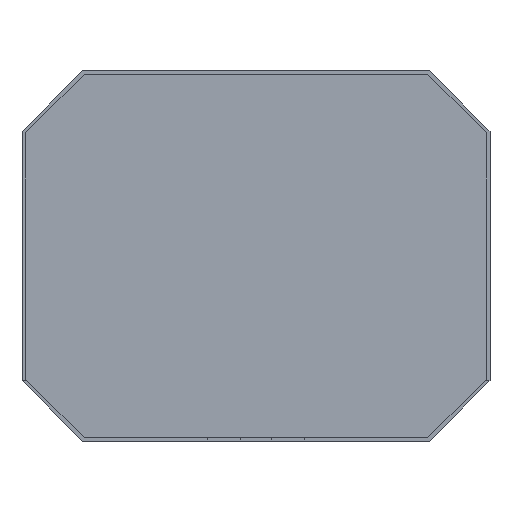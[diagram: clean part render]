
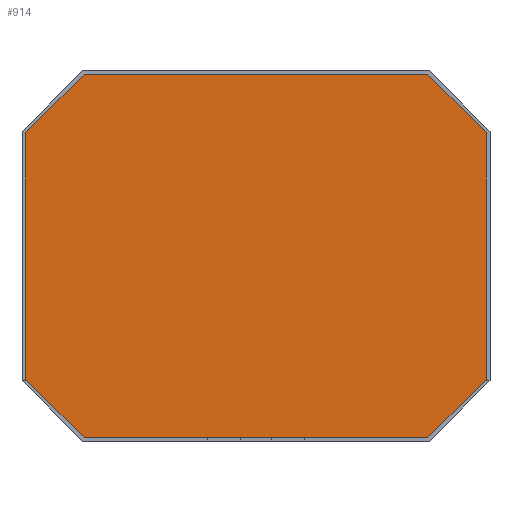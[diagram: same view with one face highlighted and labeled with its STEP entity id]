
A CAD part, front view. The second image highlights one B-rep face of the part: STEP entity #914.
In plain terms, the highlighted planar face has unit normal (0, -1, 0).
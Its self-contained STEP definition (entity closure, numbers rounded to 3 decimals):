
#20 = VERTEX_POINT ( 'NONE', #817 ) ;
#37 = DIRECTION ( 'NONE',  ( 0., 1., 0. ) ) ;
#49 = VECTOR ( 'NONE', #149, 1000. ) ;
#57 = ORIENTED_EDGE ( 'NONE', *, *, #650, .F. ) ;
#97 = VECTOR ( 'NONE', #618, 1000. ) ;
#112 = DIRECTION ( 'NONE',  ( 0., -1., 0. ) ) ;
#135 = VERTEX_POINT ( 'NONE', #317 ) ;
#147 = VERTEX_POINT ( 'NONE', #307 ) ;
#149 = DIRECTION ( 'NONE',  ( -1., 0., 0. ) ) ;
#156 = AXIS2_PLACEMENT_3D ( 'NONE', #354, #1005, #706 ) ;
#174 = CARTESIAN_POINT ( 'NONE',  ( -88.171, -4., 188. ) ) ;
#179 = ORIENTED_EDGE ( 'NONE', *, *, #314, .F. ) ;
#187 = ORIENTED_EDGE ( 'NONE', *, *, #587, .T. ) ;
#193 = DIRECTION ( 'NONE',  ( -0.707, 0., 0.707 ) ) ;
#207 = EDGE_CURVE ( 'NONE', #791, #1058, #615, .T. ) ;
#237 = DIRECTION ( 'NONE',  ( 0., 0., -1. ) ) ;
#242 = EDGE_CURVE ( 'NONE', #619, #1173, #519, .T. ) ;
#243 = DIRECTION ( 'NONE',  ( 0., 1., 0. ) ) ;
#249 = DIRECTION ( 'NONE',  ( 0., 0., 1. ) ) ;
#252 = DIRECTION ( 'NONE',  ( 0., 1., 0. ) ) ;
#258 = EDGE_CURVE ( 'NONE', #853, #20, #349, .T. ) ;
#283 = EDGE_CURVE ( 'NONE', #693, #1173, #1177, .T. ) ;
#287 = CARTESIAN_POINT ( 'NONE',  ( 88.172, -4., 188. ) ) ;
#293 = DIRECTION ( 'NONE',  ( 0., 0., -1. ) ) ;
#303 = EDGE_CURVE ( 'NONE', #665, #975, #645, .T. ) ;
#307 = CARTESIAN_POINT ( 'NONE',  ( 117.999, -4., 158.172 ) ) ;
#314 = EDGE_CURVE ( 'NONE', #20, #135, #1040, .T. ) ;
#317 = CARTESIAN_POINT ( 'NONE',  ( -88.172, -4., 2.001 ) ) ;
#346 = CARTESIAN_POINT ( 'NONE',  ( -88.172, -4., 187.999 ) ) ;
#348 = CARTESIAN_POINT ( 'NONE',  ( -118., -4., 31.828 ) ) ;
#349 = LINE ( 'NONE', #989, #429 ) ;
#354 = CARTESIAN_POINT ( 'NONE',  ( 117.998, -4., 158.171 ) ) ;
#358 = DIRECTION ( 'NONE',  ( 0., 1., 0. ) ) ;
#366 = DIRECTION ( 'NONE',  ( -0.707, 0., -0.707 ) ) ;
#377 = LINE ( 'NONE', #287, #1046 ) ;
#429 = VECTOR ( 'NONE', #995, 1000. ) ;
#441 = CARTESIAN_POINT ( 'NONE',  ( -118., -4., 158.171 ) ) ;
#463 = ORIENTED_EDGE ( 'NONE', *, *, #242, .T. ) ;
#467 = LINE ( 'NONE', #1120, #699 ) ;
#468 = EDGE_CURVE ( 'NONE', #135, #1099, #646, .T. ) ;
#484 = ORIENTED_EDGE ( 'NONE', *, *, #283, .F. ) ;
#512 = EDGE_CURVE ( 'NONE', #693, #1099, #558, .T. ) ;
#516 = AXIS2_PLACEMENT_3D ( 'NONE', #1114, #358, #652 ) ;
#519 = LINE ( 'NONE', #1168, #97 ) ;
#543 = ORIENTED_EDGE ( 'NONE', *, *, #468, .F. ) ;
#558 = LINE ( 'NONE', #1030, #1149 ) ;
#587 = EDGE_CURVE ( 'NONE', #665, #1152, #987, .T. ) ;
#592 = AXIS2_PLACEMENT_3D ( 'NONE', #1071, #1172, #237 ) ;
#611 = CARTESIAN_POINT ( 'NONE',  ( -88.172, -4., 188. ) ) ;
#615 = LINE ( 'NONE', #701, #1113 ) ;
#618 = DIRECTION ( 'NONE',  ( -0.707, 0., -0.707 ) ) ;
#619 = VERTEX_POINT ( 'NONE', #346 ) ;
#645 = CIRCLE ( 'NONE', #1163, 0.002 ) ;
#646 = LINE ( 'NONE', #1051, #1209 ) ;
#650 = EDGE_CURVE ( 'NONE', #619, #1152, #782, .T. ) ;
#651 = CARTESIAN_POINT ( 'NONE',  ( 88.171, -4., 188. ) ) ;
#652 = DIRECTION ( 'NONE',  ( 0., 0., 1. ) ) ;
#656 = CARTESIAN_POINT ( 'NONE',  ( -118., -4., 41. ) ) ;
#665 = VERTEX_POINT ( 'NONE', #651 ) ;
#677 = FACE_OUTER_BOUND ( 'NONE', #1141, .T. ) ;
#693 = VERTEX_POINT ( 'NONE', #441 ) ;
#699 = VECTOR ( 'NONE', #366, 1000. ) ;
#701 = CARTESIAN_POINT ( 'NONE',  ( 118., -4., 158.172 ) ) ;
#706 = DIRECTION ( 'NONE',  ( 0., 0., -1. ) ) ;
#707 = EDGE_CURVE ( 'NONE', #147, #1058, #723, .T. ) ;
#710 = CARTESIAN_POINT ( 'NONE',  ( -88.171, -4., 187.998 ) ) ;
#722 = CARTESIAN_POINT ( 'NONE',  ( -117.999, -4., 158.172 ) ) ;
#723 = CIRCLE ( 'NONE', #156, 0.002 ) ;
#742 = CARTESIAN_POINT ( 'NONE',  ( 118., -4., 31.828 ) ) ;
#757 = CARTESIAN_POINT ( 'NONE',  ( 88.172, -4., 187.999 ) ) ;
#774 = ORIENTED_EDGE ( 'NONE', *, *, #1146, .T. ) ;
#778 = AXIS2_PLACEMENT_3D ( 'NONE', #1160, #37, #890 ) ;
#782 = CIRCLE ( 'NONE', #1150, 0.002 ) ;
#787 = ORIENTED_EDGE ( 'NONE', *, *, #258, .F. ) ;
#791 = VERTEX_POINT ( 'NONE', #742 ) ;
#817 = CARTESIAN_POINT ( 'NONE',  ( -88.171, -4., 2. ) ) ;
#844 = DIRECTION ( 'NONE',  ( 0., 0., -1. ) ) ;
#853 = VERTEX_POINT ( 'NONE', #1029 ) ;
#870 = EDGE_CURVE ( 'NONE', #791, #907, #467, .T. ) ;
#890 = DIRECTION ( 'NONE',  ( 0., 0., 1. ) ) ;
#902 = CIRCLE ( 'NONE', #516, 0.002 ) ;
#907 = VERTEX_POINT ( 'NONE', #1195 ) ;
#914 = ADVANCED_FACE ( 'NONE', ( #677 ), #1219, .T. ) ;
#924 = DIRECTION ( 'NONE',  ( 0., 0., -1. ) ) ;
#926 = ORIENTED_EDGE ( 'NONE', *, *, #207, .T. ) ;
#955 = AXIS2_PLACEMENT_3D ( 'NONE', #656, #112, #844 ) ;
#961 = ORIENTED_EDGE ( 'NONE', *, *, #303, .F. ) ;
#975 = VERTEX_POINT ( 'NONE', #757 ) ;
#979 = DIRECTION ( 'NONE',  ( 0., 0., -1. ) ) ;
#987 = LINE ( 'NONE', #611, #49 ) ;
#989 = CARTESIAN_POINT ( 'NONE',  ( 88.172, -4., 2. ) ) ;
#990 = ORIENTED_EDGE ( 'NONE', *, *, #707, .F. ) ;
#995 = DIRECTION ( 'NONE',  ( -1., 0., 0. ) ) ;
#1005 = DIRECTION ( 'NONE',  ( 0., 1., 0. ) ) ;
#1009 = ORIENTED_EDGE ( 'NONE', *, *, #512, .T. ) ;
#1027 = CARTESIAN_POINT ( 'NONE',  ( 118., -4., 158.171 ) ) ;
#1029 = CARTESIAN_POINT ( 'NONE',  ( 88.171, -4., 2. ) ) ;
#1030 = CARTESIAN_POINT ( 'NONE',  ( -118., -4., 41. ) ) ;
#1040 = CIRCLE ( 'NONE', #778, 0.002 ) ;
#1046 = VECTOR ( 'NONE', #1200, 1000. ) ;
#1051 = CARTESIAN_POINT ( 'NONE',  ( -88.172, -4., 2. ) ) ;
#1058 = VERTEX_POINT ( 'NONE', #1027 ) ;
#1071 = CARTESIAN_POINT ( 'NONE',  ( -117.998, -4., 158.171 ) ) ;
#1077 = CARTESIAN_POINT ( 'NONE',  ( 88.171, -4., 187.998 ) ) ;
#1079 = ORIENTED_EDGE ( 'NONE', *, *, #1167, .F. ) ;
#1089 = ORIENTED_EDGE ( 'NONE', *, *, #870, .F. ) ;
#1099 = VERTEX_POINT ( 'NONE', #348 ) ;
#1113 = VECTOR ( 'NONE', #249, 1000. ) ;
#1114 = CARTESIAN_POINT ( 'NONE',  ( 88.171, -4., 2.002 ) ) ;
#1120 = CARTESIAN_POINT ( 'NONE',  ( 116., -4., 29.828 ) ) ;
#1141 = EDGE_LOOP ( 'NONE', ( #1079, #1089, #926, #990, #774, #961, #187, #57, #463, #484, #1009, #543, #179, #787 ) ) ;
#1146 = EDGE_CURVE ( 'NONE', #147, #975, #377, .T. ) ;
#1149 = VECTOR ( 'NONE', #924, 1000. ) ;
#1150 = AXIS2_PLACEMENT_3D ( 'NONE', #710, #252, #293 ) ;
#1152 = VERTEX_POINT ( 'NONE', #174 ) ;
#1160 = CARTESIAN_POINT ( 'NONE',  ( -88.171, -4., 2.002 ) ) ;
#1163 = AXIS2_PLACEMENT_3D ( 'NONE', #1077, #243, #979 ) ;
#1167 = EDGE_CURVE ( 'NONE', #907, #853, #902, .T. ) ;
#1168 = CARTESIAN_POINT ( 'NONE',  ( -118., -4., 158.172 ) ) ;
#1172 = DIRECTION ( 'NONE',  ( 0., 1., 0. ) ) ;
#1173 = VERTEX_POINT ( 'NONE', #722 ) ;
#1177 = CIRCLE ( 'NONE', #592, 0.002 ) ;
#1195 = CARTESIAN_POINT ( 'NONE',  ( 88.172, -4., 2.001 ) ) ;
#1200 = DIRECTION ( 'NONE',  ( -0.707, 0., 0.707 ) ) ;
#1209 = VECTOR ( 'NONE', #193, 1000. ) ;
#1219 = PLANE ( 'NONE',  #955 ) ;
